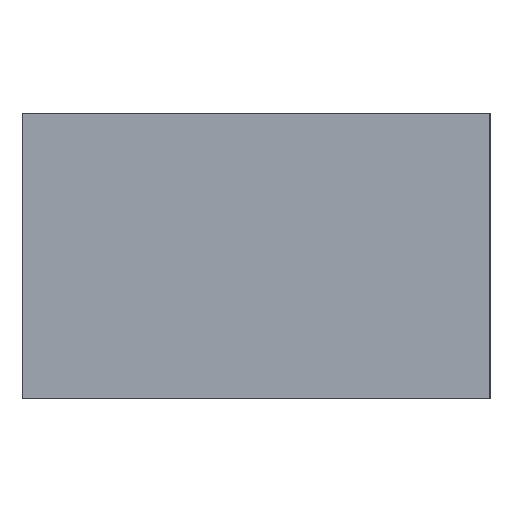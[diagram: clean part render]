
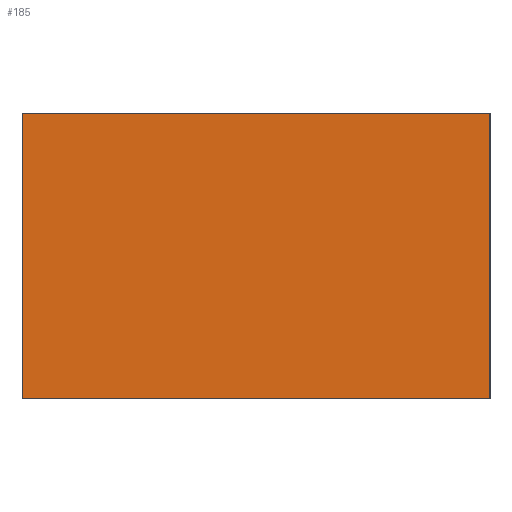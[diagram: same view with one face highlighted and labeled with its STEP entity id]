
A CAD part, left-side view. The second image highlights one B-rep face of the part: STEP entity #185.
In plain terms, the highlighted planar face has unit normal (-1, 0, 0).
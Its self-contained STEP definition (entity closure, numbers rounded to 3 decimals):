
#87=PLANE('',#1495);
#185=ADVANCED_FACE('',(#272),#87,.T.);
#272=FACE_OUTER_BOUND('',#367,.T.);
#367=EDGE_LOOP('',(#648,#649,#650,#651));
#648=ORIENTED_EDGE('',*,*,#869,.T.);
#649=ORIENTED_EDGE('',*,*,#870,.T.);
#650=ORIENTED_EDGE('',*,*,#868,.T.);
#651=ORIENTED_EDGE('',*,*,#871,.T.);
#868=EDGE_CURVE('',#1268,#1269,#1114,.T.);
#869=EDGE_CURVE('',#1270,#1271,#1115,.T.);
#870=EDGE_CURVE('',#1271,#1268,#1116,.T.);
#871=EDGE_CURVE('',#1269,#1270,#1117,.T.);
#1114=B_SPLINE_CURVE_WITH_KNOTS('',1,(#2931,#2932),.UNSPECIFIED.,.F.,.F.,
(2,2),(0.,36.),.UNSPECIFIED.);
#1115=B_SPLINE_CURVE_WITH_KNOTS('',1,(#2933,#2934),.UNSPECIFIED.,.F.,.F.,
(2,2),(0.,36.),.UNSPECIFIED.);
#1116=B_SPLINE_CURVE_WITH_KNOTS('',1,(#2935,#2936),.UNSPECIFIED.,.F.,.F.,
(2,2),(0.,22.),.UNSPECIFIED.);
#1117=B_SPLINE_CURVE_WITH_KNOTS('',1,(#2937,#2938),.UNSPECIFIED.,.F.,.F.,
(2,2),(0.,22.),.UNSPECIFIED.);
#1268=VERTEX_POINT('',#2927);
#1269=VERTEX_POINT('',#2928);
#1270=VERTEX_POINT('',#2929);
#1271=VERTEX_POINT('',#2930);
#1495=AXIS2_PLACEMENT_3D('',#2926,#1510,$);
#1510=DIRECTION('',(-1.,0.,0.));
#2926=CARTESIAN_POINT('',(-59.066,-3.8,13.158));
#2927=CARTESIAN_POINT('',(-59.066,-0.199,10.957));
#2928=CARTESIAN_POINT('',(-59.066,35.801,10.957));
#2929=CARTESIAN_POINT('',(-59.066,35.801,-11.043));
#2930=CARTESIAN_POINT('',(-59.066,-0.199,-11.043));
#2931=CARTESIAN_POINT('',(-59.066,-0.199,10.957));
#2932=CARTESIAN_POINT('',(-59.066,35.801,10.957));
#2933=CARTESIAN_POINT('',(-59.066,35.801,-11.043));
#2934=CARTESIAN_POINT('',(-59.066,-0.199,-11.043));
#2935=CARTESIAN_POINT('',(-59.066,-0.199,-11.043));
#2936=CARTESIAN_POINT('',(-59.066,-0.199,10.957));
#2937=CARTESIAN_POINT('',(-59.066,35.801,10.957));
#2938=CARTESIAN_POINT('',(-59.066,35.801,-11.043));
